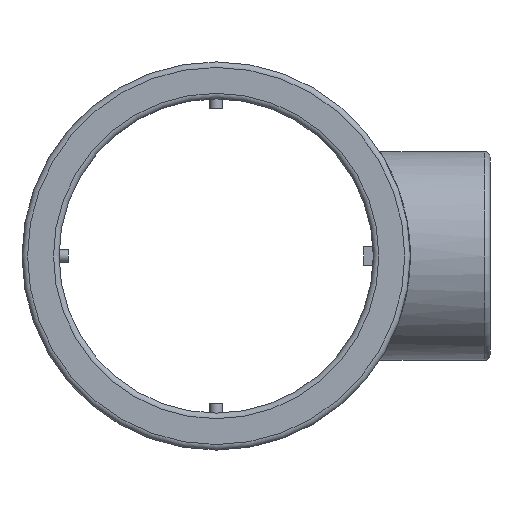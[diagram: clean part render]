
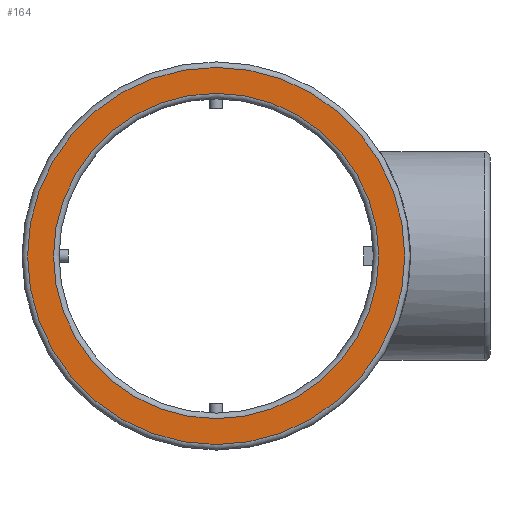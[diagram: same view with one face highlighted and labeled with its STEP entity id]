
A CAD part, front view. The second image highlights one B-rep face of the part: STEP entity #164.
In plain terms, the highlighted planar face has unit normal (0, -1, 0).
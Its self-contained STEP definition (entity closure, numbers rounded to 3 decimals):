
#164 = ADVANCED_FACE( '', ( #345, #346 ), #347, .F. );
#345 = FACE_BOUND( '', #522, .T. );
#346 = FACE_OUTER_BOUND( '', #523, .T. );
#347 = PLANE( '', #524 );
#522 = EDGE_LOOP( '', ( #919 ) );
#523 = EDGE_LOOP( '', ( #920 ) );
#524 = AXIS2_PLACEMENT_3D( '', #921, #922, #923 );
#919 = ORIENTED_EDGE( '', *, *, #967, .F. );
#920 = ORIENTED_EDGE( '', *, *, #1042, .T. );
#921 = CARTESIAN_POINT( '', ( 84.025, 0., 0. ) );
#922 = DIRECTION( '', ( 0., 1., 0. ) );
#923 = DIRECTION( '', ( 0., 0., 1. ) );
#967 = EDGE_CURVE( '', #1134, #1134, #1135, .T. );
#1042 = EDGE_CURVE( '', #1259, #1259, #1260, .T. );
#1134 = VERTEX_POINT( '', #1376 );
#1135 = CIRCLE( '', #1377, 72.475 );
#1259 = VERTEX_POINT( '', #1835 );
#1260 = CIRCLE( '', #1836, 84.025 );
#1376 = CARTESIAN_POINT( '', ( 0., 0., -72.475 ) );
#1377 = AXIS2_PLACEMENT_3D( '', #2134, #2135, #2136 );
#1835 = CARTESIAN_POINT( '', ( 0., 0., -84.025 ) );
#1836 = AXIS2_PLACEMENT_3D( '', #2223, #2224, #2225 );
#2134 = CARTESIAN_POINT( '', ( 0., 0., 0. ) );
#2135 = DIRECTION( '', ( 0., -1., 0. ) );
#2136 = DIRECTION( '', ( 0., 0., -1. ) );
#2223 = CARTESIAN_POINT( '', ( 0., 0., 0. ) );
#2224 = DIRECTION( '', ( 0., -1., 0. ) );
#2225 = DIRECTION( '', ( 0., 0., -1. ) );
